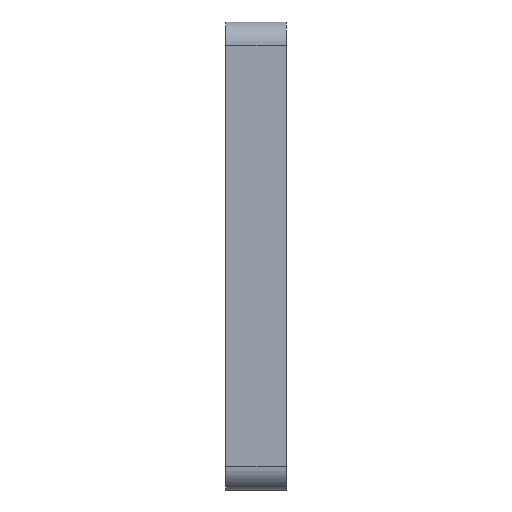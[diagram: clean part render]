
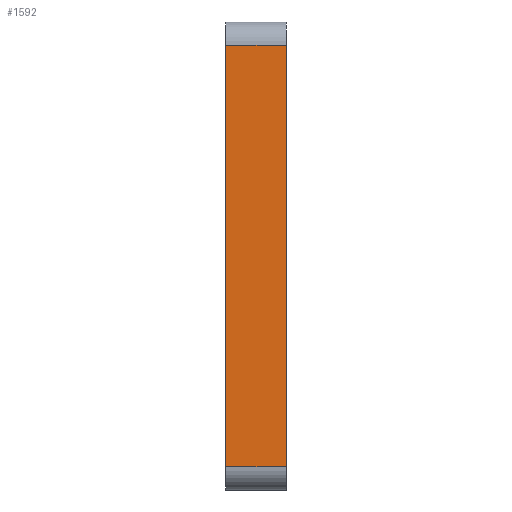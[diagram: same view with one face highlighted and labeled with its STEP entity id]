
A CAD part, left-side view. The second image highlights one B-rep face of the part: STEP entity #1592.
In plain terms, the highlighted planar face has unit normal (-1, 0, 0).
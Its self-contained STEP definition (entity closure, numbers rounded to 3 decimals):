
#21 = EDGE_CURVE('',#22,#24,#26,.T.);
#22 = VERTEX_POINT('',#23);
#23 = CARTESIAN_POINT('',(-90.,-28.,45.));
#24 = VERTEX_POINT('',#25);
#25 = CARTESIAN_POINT('',(-90.,-28.,-45.));
#26 = LINE('',#27,#28);
#27 = CARTESIAN_POINT('',(-90.,-28.,45.));
#28 = VECTOR('',#29,1.);
#29 = DIRECTION('',(0.,0.,-1.));
#1592 = ADVANCED_FACE('',(#1593),#1618,.T.);
#1593 = FACE_BOUND('',#1594,.T.);
#1594 = EDGE_LOOP('',(#1595,#1603,#1611,#1617));
#1595 = ORIENTED_EDGE('',*,*,#1596,.F.);
#1596 = EDGE_CURVE('',#1597,#22,#1599,.T.);
#1597 = VERTEX_POINT('',#1598);
#1598 = CARTESIAN_POINT('',(-90.,-15.,45.));
#1599 = LINE('',#1600,#1601);
#1600 = CARTESIAN_POINT('',(-90.,-25.,45.));
#1601 = VECTOR('',#1602,1.);
#1602 = DIRECTION('',(0.,-1.,0.));
#1603 = ORIENTED_EDGE('',*,*,#1604,.T.);
#1604 = EDGE_CURVE('',#1597,#1605,#1607,.T.);
#1605 = VERTEX_POINT('',#1606);
#1606 = CARTESIAN_POINT('',(-90.,-15.,-45.));
#1607 = LINE('',#1608,#1609);
#1608 = CARTESIAN_POINT('',(-90.,-15.,45.));
#1609 = VECTOR('',#1610,1.);
#1610 = DIRECTION('',(0.,0.,-1.));
#1611 = ORIENTED_EDGE('',*,*,#1612,.F.);
#1612 = EDGE_CURVE('',#24,#1605,#1613,.T.);
#1613 = LINE('',#1614,#1615);
#1614 = CARTESIAN_POINT('',(-90.,-25.,-45.));
#1615 = VECTOR('',#1616,1.);
#1616 = DIRECTION('',(0.,1.,0.));
#1617 = ORIENTED_EDGE('',*,*,#21,.F.);
#1618 = PLANE('',#1619);
#1619 = AXIS2_PLACEMENT_3D('',#1620,#1621,#1622);
#1620 = CARTESIAN_POINT('',(-90.,-21.5,0.));
#1621 = DIRECTION('',(-1.,-0.,-0.));
#1622 = DIRECTION('',(0.,0.,-1.));
